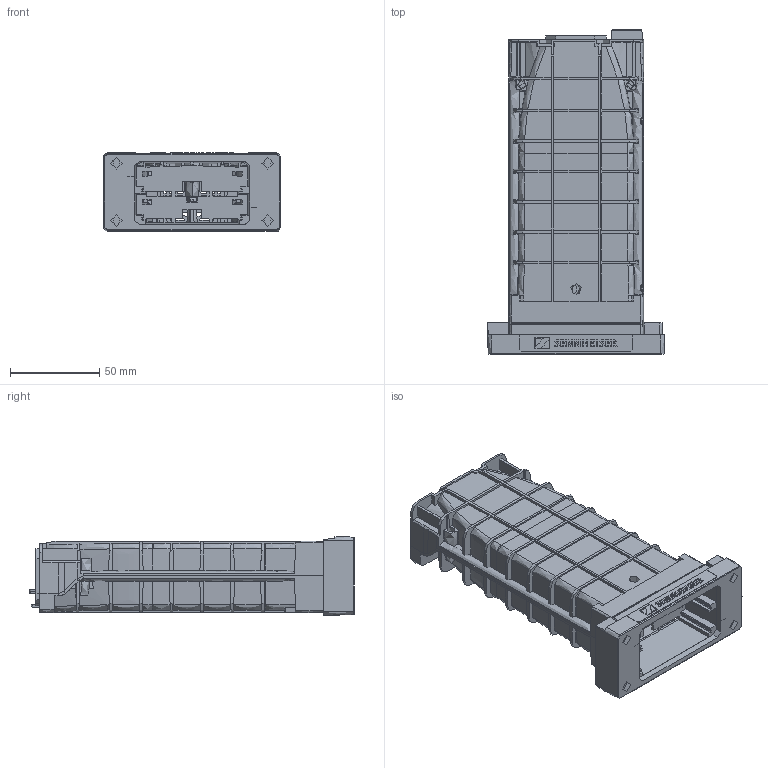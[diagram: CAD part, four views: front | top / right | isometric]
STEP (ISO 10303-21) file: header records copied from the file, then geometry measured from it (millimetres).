
FILE_DESCRIPTION(('none'),'2,1');
FILE_NAME('','Thu Sep 05 11:06:47 2019',('Unknown author'),(''),'HOOPS Exchange','Windows','Unknown authorisation');
FILE_SCHEMA( ('AUTOMOTIVE_DESIGN { 1 0 10303 214 1 1 1 1 }') );
Length unit declared in the file: millimetre
Products named in the file (4): 568933-04; 568939-09; 568935-07; 568937-09
Assembly tree (3 placements, depth 2):
  568933-04
    568939-09
    568935-07
    568937-09
Bounding box: 98.88 x 181.5 x 43.93 mm (x, y, z)
Volume: 100509.6 mm3; surface area: 139154.3 mm2
Topology: 3 solids, 3 shells, 2187 faces, 6470 edges, 4274 vertices
Faces by surface type: bspline 2187
Entity records: 85753 total; most frequent: CARTESIAN_POINT 46332, ORIENTED_EDGE 12868, EDGE_CURVE 6434, B_SPLINE_CURVE_WITH_KNOTS 5885, VERTEX_POINT 4274, EDGE_LOOP 2320, FACE_BOUND 2320, ADVANCED_FACE 2187
